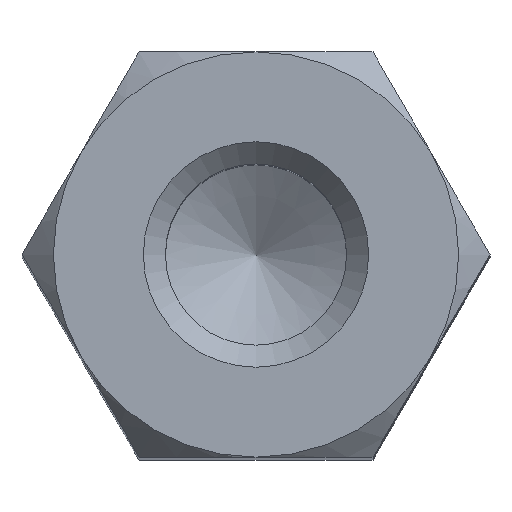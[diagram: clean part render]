
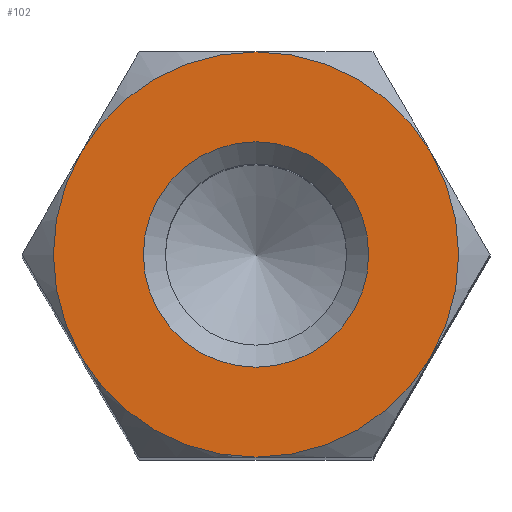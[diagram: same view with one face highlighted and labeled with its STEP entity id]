
A CAD part, top view. The second image highlights one B-rep face of the part: STEP entity #102.
In plain terms, the highlighted planar face has unit normal (0, 0, 1).
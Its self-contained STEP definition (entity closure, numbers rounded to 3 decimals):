
#102 = ADVANCED_FACE( '', ( #209, #210 ), #211, .F. );
#209 = FACE_BOUND( '', #310, .T. );
#210 = FACE_OUTER_BOUND( '', #311, .T. );
#211 = PLANE( '', #312 );
#310 = EDGE_LOOP( '', ( #507 ) );
#311 = EDGE_LOOP( '', ( #508, #509, #510, #511, #512, #513 ) );
#312 = AXIS2_PLACEMENT_3D( '', #514, #515, #516 );
#507 = ORIENTED_EDGE( '', *, *, #597, .T. );
#508 = ORIENTED_EDGE( '', *, *, #594, .T. );
#509 = ORIENTED_EDGE( '', *, *, #536, .T. );
#510 = ORIENTED_EDGE( '', *, *, #555, .T. );
#511 = ORIENTED_EDGE( '', *, *, #591, .T. );
#512 = ORIENTED_EDGE( '', *, *, #539, .T. );
#513 = ORIENTED_EDGE( '', *, *, #543, .T. );
#514 = CARTESIAN_POINT( '', ( 0., 0., 11.5 ) );
#515 = DIRECTION( '', ( 0., 0., -1. ) );
#516 = DIRECTION( '', ( -1., 0., 0. ) );
#536 = EDGE_CURVE( '', #618, #615, #619, .F. );
#539 = EDGE_CURVE( '', #622, #623, #624, .F. );
#543 = EDGE_CURVE( '', #623, #629, #630, .T. );
#555 = EDGE_CURVE( '', #615, #647, #650, .F. );
#591 = EDGE_CURVE( '', #647, #622, #699, .F. );
#594 = EDGE_CURVE( '', #629, #618, #702, .F. );
#597 = EDGE_CURVE( '', #705, #705, #706, .T. );
#615 = VERTEX_POINT( '', #725 );
#618 = VERTEX_POINT( '', #735 );
#619 = CIRCLE( '', #736, 2.75 );
#622 = VERTEX_POINT( '', #746 );
#623 = VERTEX_POINT( '', #747 );
#624 = CIRCLE( '', #748, 2.75 );
#629 = VERTEX_POINT( '', #767 );
#630 = CIRCLE( '', #768, 2.75 );
#647 = VERTEX_POINT( '', #809 );
#650 = CIRCLE( '', #817, 2.75 );
#699 = CIRCLE( '', #927, 2.75 );
#702 = CIRCLE( '', #937, 2.75 );
#705 = VERTEX_POINT( '', #947 );
#706 = CIRCLE( '', #948, 1.53 );
#725 = CARTESIAN_POINT( '', ( 0., -2.75, 11.5 ) );
#735 = CARTESIAN_POINT( '', ( -2.382, -1.375, 11.5 ) );
#736 = AXIS2_PLACEMENT_3D( '', #992, #993, #994 );
#746 = CARTESIAN_POINT( '', ( 2.382, 1.375, 11.5 ) );
#747 = CARTESIAN_POINT( '', ( 0., 2.75, 11.5 ) );
#748 = AXIS2_PLACEMENT_3D( '', #995, #996, #997 );
#767 = CARTESIAN_POINT( '', ( -2.382, 1.375, 11.5 ) );
#768 = AXIS2_PLACEMENT_3D( '', #998, #999, #1000 );
#809 = CARTESIAN_POINT( '', ( 2.382, -1.375, 11.5 ) );
#817 = AXIS2_PLACEMENT_3D( '', #1010, #1011, #1012 );
#927 = AXIS2_PLACEMENT_3D( '', #1047, #1048, #1049 );
#937 = AXIS2_PLACEMENT_3D( '', #1050, #1051, #1052 );
#947 = CARTESIAN_POINT( '', ( 0., 1.53, 11.5 ) );
#948 = AXIS2_PLACEMENT_3D( '', #1053, #1054, #1055 );
#992 = CARTESIAN_POINT( '', ( 0., 0., 11.5 ) );
#993 = DIRECTION( '', ( 0., 0., -1. ) );
#994 = DIRECTION( '', ( -1., 0., 0. ) );
#995 = CARTESIAN_POINT( '', ( 0., 0., 11.5 ) );
#996 = DIRECTION( '', ( 0., 0., -1. ) );
#997 = DIRECTION( '', ( -1., 0., 0. ) );
#998 = CARTESIAN_POINT( '', ( 0., 0., 11.5 ) );
#999 = DIRECTION( '', ( 0., 0., 1. ) );
#1000 = DIRECTION( '', ( 1., 0., 0. ) );
#1010 = CARTESIAN_POINT( '', ( 0., 0., 11.5 ) );
#1011 = DIRECTION( '', ( 0., 0., -1. ) );
#1012 = DIRECTION( '', ( -1., 0., 0. ) );
#1047 = CARTESIAN_POINT( '', ( 0., 0., 11.5 ) );
#1048 = DIRECTION( '', ( 0., 0., -1. ) );
#1049 = DIRECTION( '', ( -1., 0., 0. ) );
#1050 = CARTESIAN_POINT( '', ( 0., 0., 11.5 ) );
#1051 = DIRECTION( '', ( 0., 0., -1. ) );
#1052 = DIRECTION( '', ( -1., 0., 0. ) );
#1053 = CARTESIAN_POINT( '', ( 0., 0., 11.5 ) );
#1054 = DIRECTION( '', ( 0., 0., -1. ) );
#1055 = DIRECTION( '', ( 0., 1., 0. ) );
